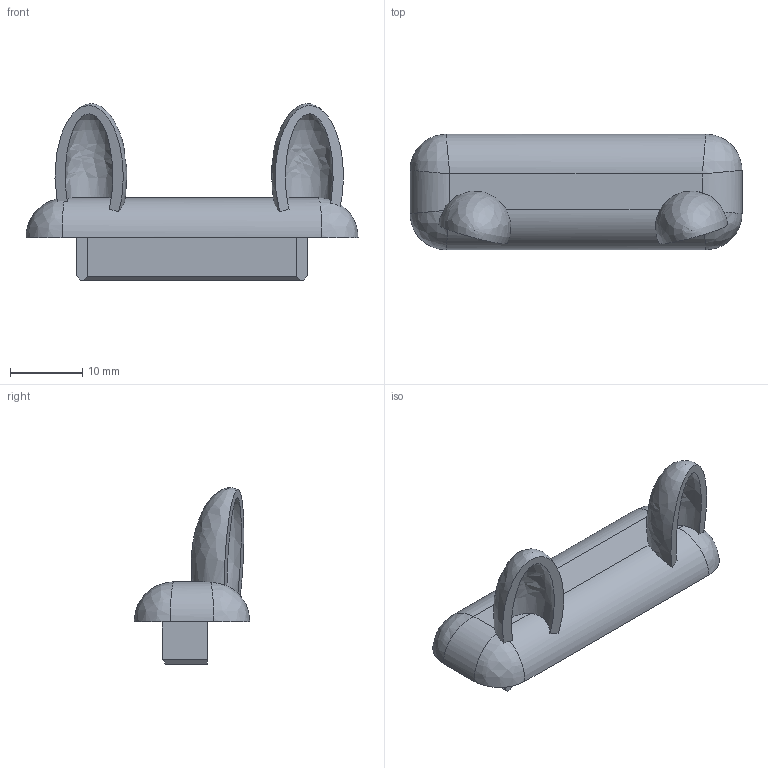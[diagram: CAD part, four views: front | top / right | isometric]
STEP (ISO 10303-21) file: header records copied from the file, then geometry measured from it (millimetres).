
FILE_DESCRIPTION(('STEP AP214'),'1');
FILE_NAME('head_adapter_hippo.2.stp','2023-02-07T11:49:19',(' '),(' '),'Spatial InterOp 3D',' ',' ');
FILE_SCHEMA(('AUTOMOTIVE_DESIGN { 1 0 10303 214 1 1 1 1 }'));
Length unit declared in the file: metre
Products named in the file (1): Solid
Bounding box: 46 x 16 x 24.45 mm (x, y, z)
Volume: 3087 mm3; surface area: 3444.9 mm2
Topology: 1 solids, 1 shells, 41 faces, 126 edges, 81 vertices
Faces by surface type: plane 24, cylinder 9, bspline 8
Entity records: 2488 total; most frequent: CARTESIAN_POINT 1180, ORIENTED_EDGE 222, DIRECTION 154, EDGE_CURVE 111, VERTEX_POINT 77, LINE 60, VECTOR 60, AXIS2_PLACEMENT_3D 47
